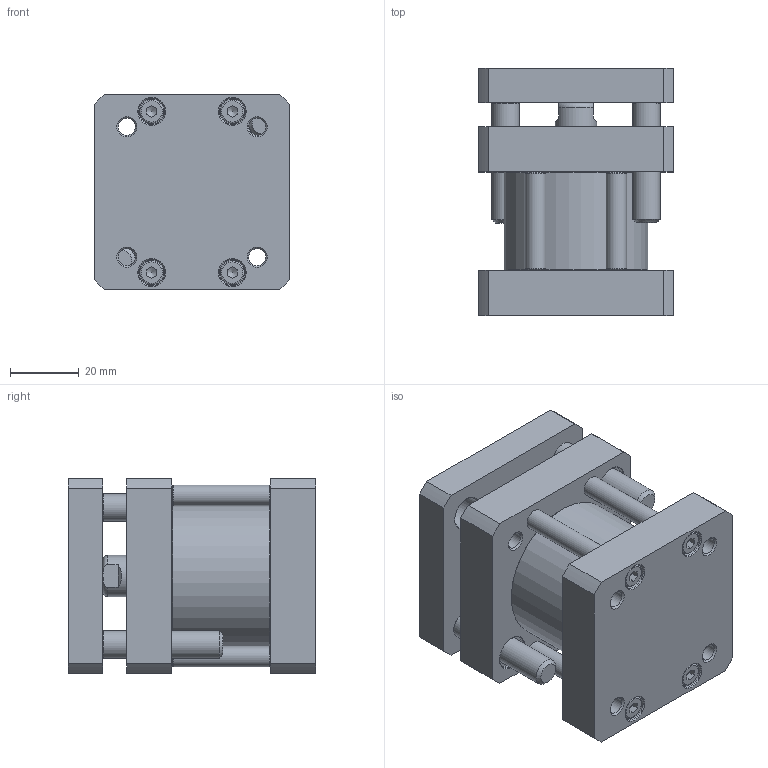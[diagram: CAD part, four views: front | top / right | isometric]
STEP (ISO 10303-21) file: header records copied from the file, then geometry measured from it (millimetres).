
FILE_DESCRIPTION((''),'2;1');
FILE_NAME('XDMA040.010.GS.F.stp','2014-05-15T15:53:30',('carlo.corazza'),(''),'Autodesk Inventor 2012','Autodesk Inventor 2012','');
FILE_SCHEMA(('AUTOMOTIVE_DESIGN { 1 0 10303 214 1 1 1 1 }'));
Length unit declared in the file: millimetre
Products named in the file (8): XDMA040..GS.F; CORPO-010; STELO-010; TAA; TIRANTE-010; TP; STAFFA; COLONNETTA-010
Assembly tree (11 placements, depth 2):
  XDMA040..GS.F
    CORPO-010
    STELO-010
    TAA
    TIRANTE-010  x4
    TP
    STAFFA
    COLONNETTA-010  x2
Bounding box: 57 x 72 x 57 mm (x, y, z)
Volume: 120129.1 mm3; surface area: 49854.5 mm2
Topology: 11 solids, 23 shells, 366 faces, 826 edges, 516 vertices
Faces by surface type: plane 147, cone 117, cylinder 87, torus 15
Full cylindrical faces by diameter (mm): 3 x2, 3.242 x4, 4.134 x4, 4.9 x8, 4.917 x7, 5 x2, 5.9 x2, 6 x4, 6.647 x1, 7 x8, 7.5 x8, 8 x2, 8.5 x2, 8.566 x2, 9 x2, 9.5 x2, 10 x2, 12 x1, 12.54 x1, 13 x1, 13.7 x1, 14 x1, 16.32 x1, 16.5 x2, 17 x1, 40 x1, 42 x1
Entity records: 8944 total; most frequent: CARTESIAN_POINT 1648, DIRECTION 1442, ORIENTED_EDGE 1098, AXIS2_PLACEMENT_3D 612, EDGE_LOOP 582, EDGE_CURVE 549, VERTEX_POINT 438, STYLED_ITEM 341
